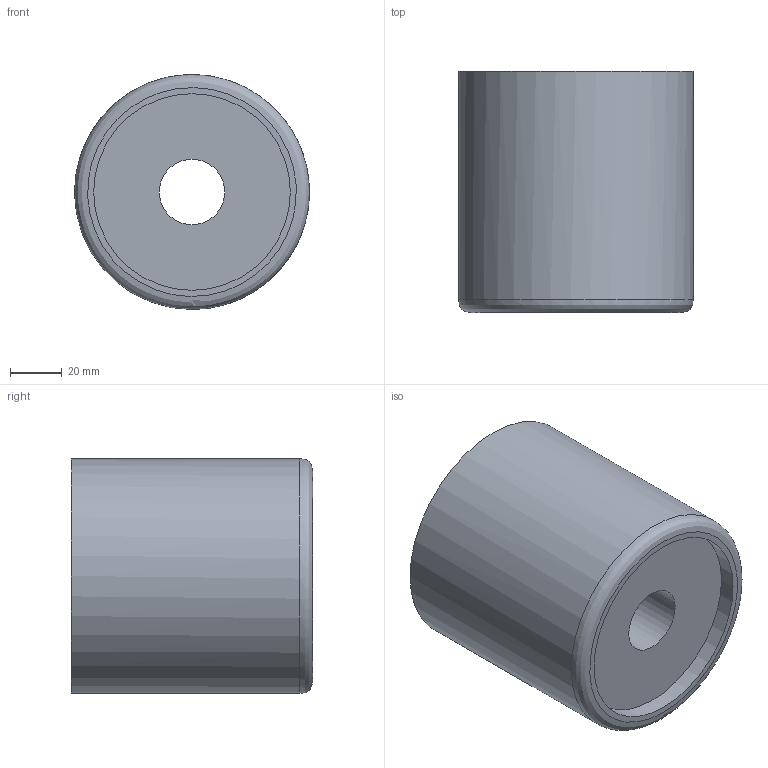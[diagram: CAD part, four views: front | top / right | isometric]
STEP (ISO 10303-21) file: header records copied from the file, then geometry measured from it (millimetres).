
FILE_DESCRIPTION( ( '' ), ' ' );
FILE_NAME( '5c6b1e5058128f1c510cdcf1.step', '2019-02-18T21:06:25', ( '' ), ( '' ), ' ', ' ', ' ' );
FILE_SCHEMA( ( 'AUTOMOTIVE_DESIGN { 1 0 10303 214 1 1 1 1 }' ) );
Length unit declared in the file: metre
Products named in the file (1): Part 1
Bounding box: 91.07 x 93.47 x 91.07 mm (x, y, z)
Volume: 533754.5 mm3; surface area: 46672.5 mm2
Topology: 1 solids, 1 shells, 7 faces, 11 edges, 7 vertices
Faces by surface type: plane 3, cylinder 3, bspline 1
Full cylindrical faces by diameter (mm): 25.4 x1, 76.2 x1, 91.07 x1
Entity records: 443 total; most frequent: CARTESIAN_POINT 254, DIRECTION 24, EDGE_LOOP 14, ORIENTED_EDGE 14, AXIS2_PLACEMENT_3D 12, FACE_OUTER_BOUND 11, STYLED_ITEM 7, PRESENTATION_STYLE_ASSIGNMENT 7
